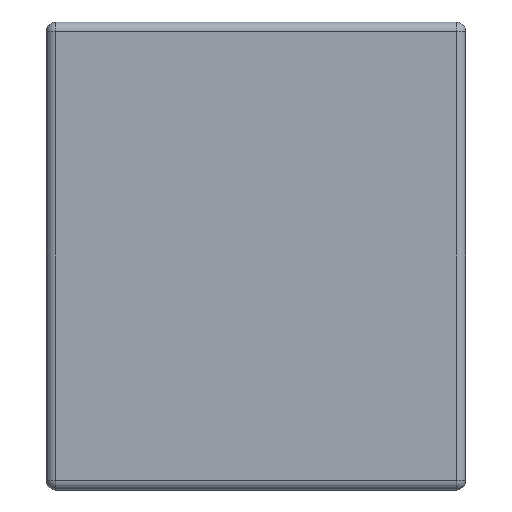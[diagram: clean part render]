
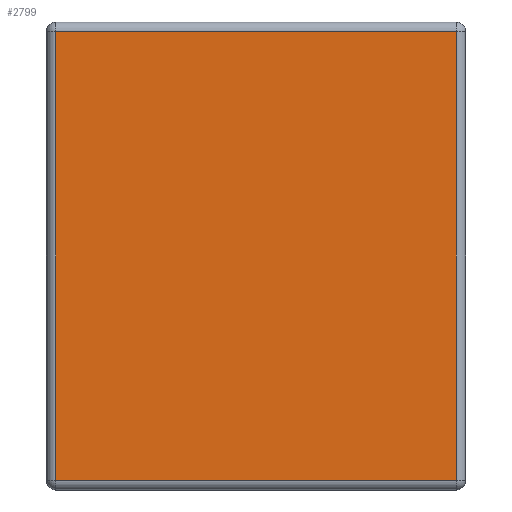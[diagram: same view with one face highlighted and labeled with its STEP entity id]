
A CAD part, left-side view. The second image highlights one B-rep face of the part: STEP entity #2799.
In plain terms, the highlighted planar face has unit normal (-1, 0, 0).
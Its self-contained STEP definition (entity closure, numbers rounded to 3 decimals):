
#39 = EDGE_LOOP ( 'NONE', ( #979, #881, #1938, #1743 ) ) ;
#53 = DIRECTION ( 'NONE',  ( 0., -1., 0. ) ) ;
#209 = DIRECTION ( 'NONE',  ( 0., 1., 0. ) ) ;
#311 = EDGE_CURVE ( 'NONE', #4606, #2361, #2597, .T. ) ;
#412 = DIRECTION ( 'NONE',  ( -1., 0., 0. ) ) ;
#445 = PLANE ( 'NONE',  #3939 ) ;
#763 = DIRECTION ( 'NONE',  ( 0., 0., 1. ) ) ;
#881 = ORIENTED_EDGE ( 'NONE', *, *, #3378, .T. ) ;
#979 = ORIENTED_EDGE ( 'NONE', *, *, #2767, .T. ) ;
#1020 = VECTOR ( 'NONE', #209, 1000. ) ;
#1036 = CARTESIAN_POINT ( 'NONE',  ( 0., 1.27, -0.03 ) ) ;
#1382 = VECTOR ( 'NONE', #763, 1000. ) ;
#1533 = VECTOR ( 'NONE', #3680, 1000. ) ;
#1657 = LINE ( 'NONE', #4207, #1020 ) ;
#1743 = ORIENTED_EDGE ( 'NONE', *, *, #311, .T. ) ;
#1867 = CARTESIAN_POINT ( 'NONE',  ( 0., 1.27, -1.42 ) ) ;
#1938 = ORIENTED_EDGE ( 'NONE', *, *, #3898, .T. ) ;
#2361 = VERTEX_POINT ( 'NONE', #1867 ) ;
#2422 = VECTOR ( 'NONE', #53, 1000. ) ;
#2518 = CARTESIAN_POINT ( 'NONE',  ( 0., 1.27, -1.45 ) ) ;
#2597 = LINE ( 'NONE', #2518, #1533 ) ;
#2706 = CARTESIAN_POINT ( 'NONE',  ( 0., 0.03, -0.03 ) ) ;
#2767 = EDGE_CURVE ( 'NONE', #2361, #3228, #4008, .T. ) ;
#2799 = ADVANCED_FACE ( 'NONE', ( #3652 ), #445, .T. ) ;
#2934 = LINE ( 'NONE', #4668, #1382 ) ;
#2942 = DIRECTION ( 'NONE',  ( 0., 0., 1. ) ) ;
#2995 = CARTESIAN_POINT ( 'NONE',  ( 0., 0., -1.42 ) ) ;
#3228 = VERTEX_POINT ( 'NONE', #3538 ) ;
#3378 = EDGE_CURVE ( 'NONE', #3228, #4538, #2934, .T. ) ;
#3538 = CARTESIAN_POINT ( 'NONE',  ( 0., 0.03, -1.42 ) ) ;
#3652 = FACE_OUTER_BOUND ( 'NONE', #39, .T. ) ;
#3680 = DIRECTION ( 'NONE',  ( 0., 0., -1. ) ) ;
#3712 = CARTESIAN_POINT ( 'NONE',  ( 0., 0., 0. ) ) ;
#3898 = EDGE_CURVE ( 'NONE', #4538, #4606, #1657, .T. ) ;
#3939 = AXIS2_PLACEMENT_3D ( 'NONE', #3712, #412, #2942 ) ;
#4008 = LINE ( 'NONE', #2995, #2422 ) ;
#4207 = CARTESIAN_POINT ( 'NONE',  ( 0., 1.3, -0.03 ) ) ;
#4538 = VERTEX_POINT ( 'NONE', #2706 ) ;
#4606 = VERTEX_POINT ( 'NONE', #1036 ) ;
#4668 = CARTESIAN_POINT ( 'NONE',  ( 0., 0.03, 0. ) ) ;
